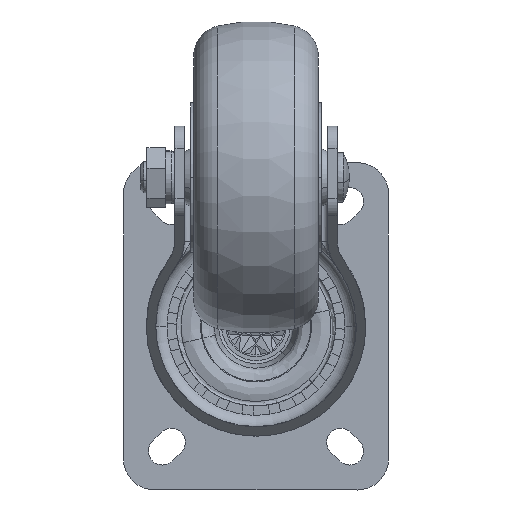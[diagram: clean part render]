
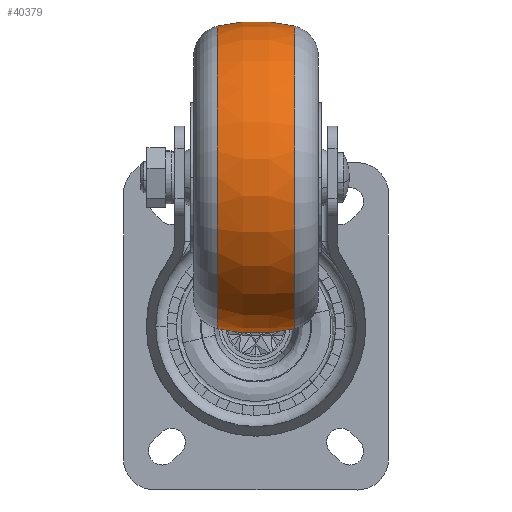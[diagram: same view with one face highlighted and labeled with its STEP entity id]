
A CAD part, front view. The second image highlights one B-rep face of the part: STEP entity #40379.
In plain terms, the highlighted toroidal (fillet/blend) face has major radius 2 mm and minor radius 52 mm.
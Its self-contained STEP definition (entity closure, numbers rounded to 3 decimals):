
#3720 = TOROIDAL_SURFACE ( 'NONE', #17578, -2., 52. ) ;
#6052 = CARTESIAN_POINT ( 'NONE',  ( -12.381, -70.5, 96.299 ) ) ;
#9287 = DIRECTION ( 'NONE',  ( -1., 0., 0. ) ) ;
#13692 = FACE_OUTER_BOUND ( 'NONE', #15582, .T. ) ;
#14784 = CARTESIAN_POINT ( 'NONE',  ( 0., -70.5, 49.794 ) ) ;
#15047 = VERTEX_POINT ( 'NONE', #16632 ) ;
#15176 = AXIS2_PLACEMENT_3D ( 'NONE', #14784, #40646, #18569 ) ;
#15212 = CARTESIAN_POINT ( 'NONE',  ( 12.381, -70.5, 47.794 ) ) ;
#15582 = EDGE_LOOP ( 'NONE', ( #34809, #44888, #26542, #46385 ) ) ;
#16632 = CARTESIAN_POINT ( 'NONE',  ( -12.381, -70.5, -0.71 ) ) ;
#16846 = DIRECTION ( 'NONE',  ( 0., 0., 1. ) ) ;
#17578 = AXIS2_PLACEMENT_3D ( 'NONE', #46313, #9287, #16846 ) ;
#18569 = DIRECTION ( 'NONE',  ( 0., 0., 1. ) ) ;
#18961 = DIRECTION ( 'NONE',  ( 0., 0., 1. ) ) ;
#19933 = DIRECTION ( 'NONE',  ( 1., 0., 0. ) ) ;
#21032 = CARTESIAN_POINT ( 'NONE',  ( 0., -70.5, 45.794 ) ) ;
#22749 = VERTEX_POINT ( 'NONE', #43923 ) ;
#24219 = AXIS2_PLACEMENT_3D ( 'NONE', #21032, #46884, #24799 ) ;
#24427 = CIRCLE ( 'NONE', #15176, 52. ) ;
#24799 = DIRECTION ( 'NONE',  ( 0., 0., -1. ) ) ;
#25223 = CIRCLE ( 'NONE', #40764, 48.505 ) ;
#26542 = ORIENTED_EDGE ( 'NONE', *, *, #30564, .T. ) ;
#29909 = EDGE_CURVE ( 'NONE', #43406, #15047, #25223, .T. ) ;
#30564 = EDGE_CURVE ( 'NONE', #33700, #43406, #31499, .T. ) ;
#31499 = CIRCLE ( 'NONE', #24219, 52. ) ;
#33700 = VERTEX_POINT ( 'NONE', #43176 ) ;
#33941 = CIRCLE ( 'NONE', #47879, 48.505 ) ;
#34809 = ORIENTED_EDGE ( 'NONE', *, *, #42093, .F. ) ;
#36541 = EDGE_CURVE ( 'NONE', #22749, #33700, #33941, .T. ) ;
#40379 = ADVANCED_FACE ( 'NONE', ( #13692 ), #3720, .T. ) ;
#40646 = DIRECTION ( 'NONE',  ( 0., 1., 0. ) ) ;
#40764 = AXIS2_PLACEMENT_3D ( 'NONE', #41993, #19933, #45792 ) ;
#41051 = DIRECTION ( 'NONE',  ( -1., 0., 0. ) ) ;
#41993 = CARTESIAN_POINT ( 'NONE',  ( -12.381, -70.5, 47.794 ) ) ;
#42093 = EDGE_CURVE ( 'NONE', #22749, #15047, #24427, .T. ) ;
#43176 = CARTESIAN_POINT ( 'NONE',  ( 12.381, -70.5, 96.299 ) ) ;
#43406 = VERTEX_POINT ( 'NONE', #6052 ) ;
#43923 = CARTESIAN_POINT ( 'NONE',  ( 12.381, -70.5, -0.71 ) ) ;
#44888 = ORIENTED_EDGE ( 'NONE', *, *, #36541, .T. ) ;
#45792 = DIRECTION ( 'NONE',  ( 0., 0., -1. ) ) ;
#46313 = CARTESIAN_POINT ( 'NONE',  ( 0., -70.5, 47.794 ) ) ;
#46385 = ORIENTED_EDGE ( 'NONE', *, *, #29909, .T. ) ;
#46884 = DIRECTION ( 'NONE',  ( 0., -1., 0. ) ) ;
#47879 = AXIS2_PLACEMENT_3D ( 'NONE', #15212, #41051, #18961 ) ;
